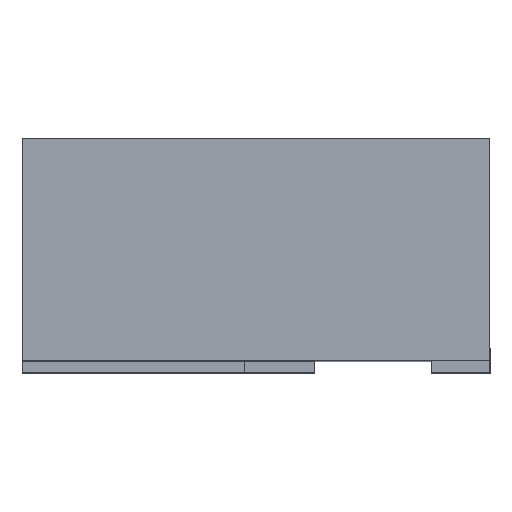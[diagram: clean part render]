
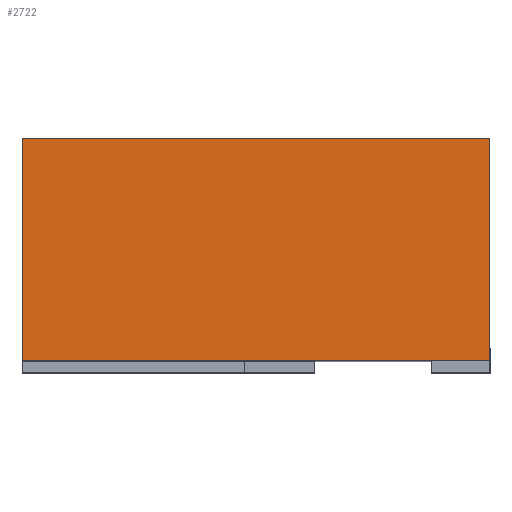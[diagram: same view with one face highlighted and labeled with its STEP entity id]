
A CAD part, top view. The second image highlights one B-rep face of the part: STEP entity #2722.
In plain terms, the highlighted planar face has unit normal (0, 0, 1).
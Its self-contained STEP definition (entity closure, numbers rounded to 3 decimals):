
#2 = ORIENTED_EDGE ( 'NONE', *, *, #2260, .T. ) ;
#23 = VECTOR ( 'NONE', #173, 1000. ) ;
#173 = DIRECTION ( 'NONE',  ( 0., -1., 0. ) ) ;
#180 = VECTOR ( 'NONE', #2084, 1000. ) ;
#326 = CARTESIAN_POINT ( 'NONE',  ( 1., 0.475, 1. ) ) ;
#329 = LINE ( 'NONE', #492, #439 ) ;
#409 = EDGE_CURVE ( 'NONE', #3053, #1753, #1291, .T. ) ;
#439 = VECTOR ( 'NONE', #1913, 1000. ) ;
#488 = DIRECTION ( 'NONE',  ( 1., 0., 0. ) ) ;
#492 = CARTESIAN_POINT ( 'NONE',  ( -1., -0.475, 1. ) ) ;
#944 = CARTESIAN_POINT ( 'NONE',  ( -1., 0.475, 1. ) ) ;
#952 = DIRECTION ( 'NONE',  ( -1., 0., 0. ) ) ;
#955 = LINE ( 'NONE', #1930, #1995 ) ;
#1046 = ORIENTED_EDGE ( 'NONE', *, *, #1526, .T. ) ;
#1239 = VERTEX_POINT ( 'NONE', #1364 ) ;
#1291 = LINE ( 'NONE', #1888, #23 ) ;
#1364 = CARTESIAN_POINT ( 'NONE',  ( -1., -0.475, 1. ) ) ;
#1526 = EDGE_CURVE ( 'NONE', #2746, #1239, #2557, .T. ) ;
#1537 = ORIENTED_EDGE ( 'NONE', *, *, #2944, .F. ) ;
#1617 = CARTESIAN_POINT ( 'NONE',  ( -1., 0.475, 1. ) ) ;
#1631 = CARTESIAN_POINT ( 'NONE',  ( -1., 0.475, 1. ) ) ;
#1753 = VERTEX_POINT ( 'NONE', #3036 ) ;
#1863 = PLANE ( 'NONE',  #1993 ) ;
#1888 = CARTESIAN_POINT ( 'NONE',  ( 1., 0.475, 1. ) ) ;
#1913 = DIRECTION ( 'NONE',  ( 1., 0., 0. ) ) ;
#1930 = CARTESIAN_POINT ( 'NONE',  ( -1., 0.475, 1. ) ) ;
#1993 = AXIS2_PLACEMENT_3D ( 'NONE', #944, #2397, #952 ) ;
#1995 = VECTOR ( 'NONE', #488, 1000. ) ;
#2010 = FACE_OUTER_BOUND ( 'NONE', #2848, .T. ) ;
#2084 = DIRECTION ( 'NONE',  ( 0., -1., 0. ) ) ;
#2260 = EDGE_CURVE ( 'NONE', #1239, #1753, #329, .T. ) ;
#2397 = DIRECTION ( 'NONE',  ( 0., 0., -1. ) ) ;
#2557 = LINE ( 'NONE', #1631, #180 ) ;
#2722 = ADVANCED_FACE ( 'NONE', ( #2010 ), #1863, .F. ) ;
#2746 = VERTEX_POINT ( 'NONE', #1617 ) ;
#2848 = EDGE_LOOP ( 'NONE', ( #2, #2901, #1537, #1046 ) ) ;
#2901 = ORIENTED_EDGE ( 'NONE', *, *, #409, .F. ) ;
#2944 = EDGE_CURVE ( 'NONE', #2746, #3053, #955, .T. ) ;
#3036 = CARTESIAN_POINT ( 'NONE',  ( 1., -0.475, 1. ) ) ;
#3053 = VERTEX_POINT ( 'NONE', #326 ) ;
